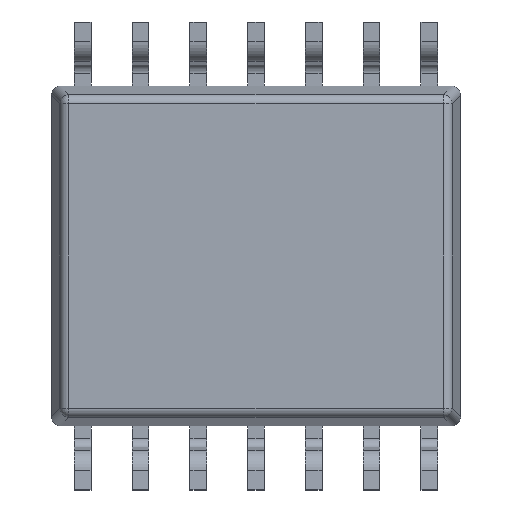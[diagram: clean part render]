
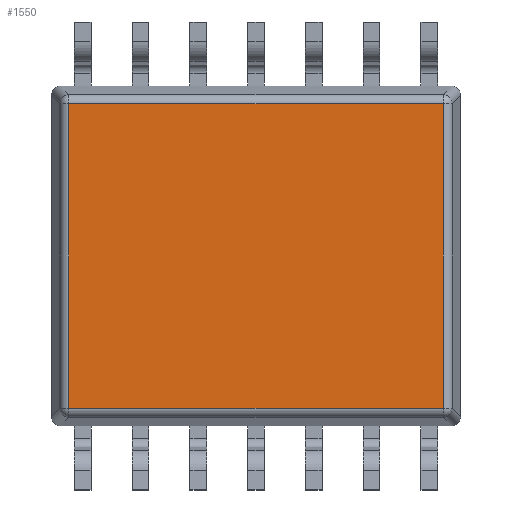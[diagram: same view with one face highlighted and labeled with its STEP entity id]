
A CAD part, front view. The second image highlights one B-rep face of the part: STEP entity #1550.
In plain terms, the highlighted planar face has unit normal (0, -1, 0).
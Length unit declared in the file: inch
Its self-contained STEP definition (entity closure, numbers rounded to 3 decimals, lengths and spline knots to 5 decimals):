
#644=DIRECTION('',(0.,0.,1.));
#645=VECTOR('',#644,0.26382);
#646=CARTESIAN_POINT('',(0.16191,-0.051,-0.13191));
#647=LINE('',#646,#645);
#658=DIRECTION('',(1.,0.,0.));
#659=VECTOR('',#658,0.32382);
#660=CARTESIAN_POINT('',(-0.16191,-0.051,-0.13191));
#661=LINE('',#660,#659);
#710=DIRECTION('',(0.,0.,-1.));
#711=VECTOR('',#710,0.26382);
#712=CARTESIAN_POINT('',(-0.16191,-0.051,0.13191));
#713=LINE('',#712,#711);
#762=DIRECTION('',(-1.,0.,0.));
#763=VECTOR('',#762,0.32382);
#764=CARTESIAN_POINT('',(0.16191,-0.051,0.13191));
#765=LINE('',#764,#763);
#1051=CARTESIAN_POINT('',(0.16191,-0.051,-0.13191));
#1052=CARTESIAN_POINT('',(0.16191,-0.051,0.13191));
#1053=VERTEX_POINT('',#1051);
#1054=VERTEX_POINT('',#1052);
#1071=CARTESIAN_POINT('',(-0.16191,-0.051,-0.13191));
#1072=VERTEX_POINT('',#1071);
#1081=CARTESIAN_POINT('',(-0.16191,-0.051,0.13191));
#1082=VERTEX_POINT('',#1081);
#1536=CARTESIAN_POINT('',(-0.177,-0.051,-0.147));
#1537=DIRECTION('',(0.,-1.,0.));
#1538=DIRECTION('',(1.,0.,0.));
#1539=AXIS2_PLACEMENT_3D('',#1536,#1537,#1538);
#1540=PLANE('',#1539);
#1542=ORIENTED_EDGE('',*,*,#1541,.F.);
#1544=ORIENTED_EDGE('',*,*,#1543,.F.);
#1546=ORIENTED_EDGE('',*,*,#1545,.F.);
#1547=ORIENTED_EDGE('',*,*,#1527,.F.);
#1548=EDGE_LOOP('',(#1542,#1544,#1546,#1547));
#1549=FACE_OUTER_BOUND('',#1548,.F.);
#1550=ADVANCED_FACE('',(#1549),#1540,.T.);
#1527=EDGE_CURVE('',#1053,#1054,#647,.T.);
#1541=EDGE_CURVE('',#1072,#1053,#661,.T.);
#1543=EDGE_CURVE('',#1082,#1072,#713,.T.);
#1545=EDGE_CURVE('',#1054,#1082,#765,.T.);
